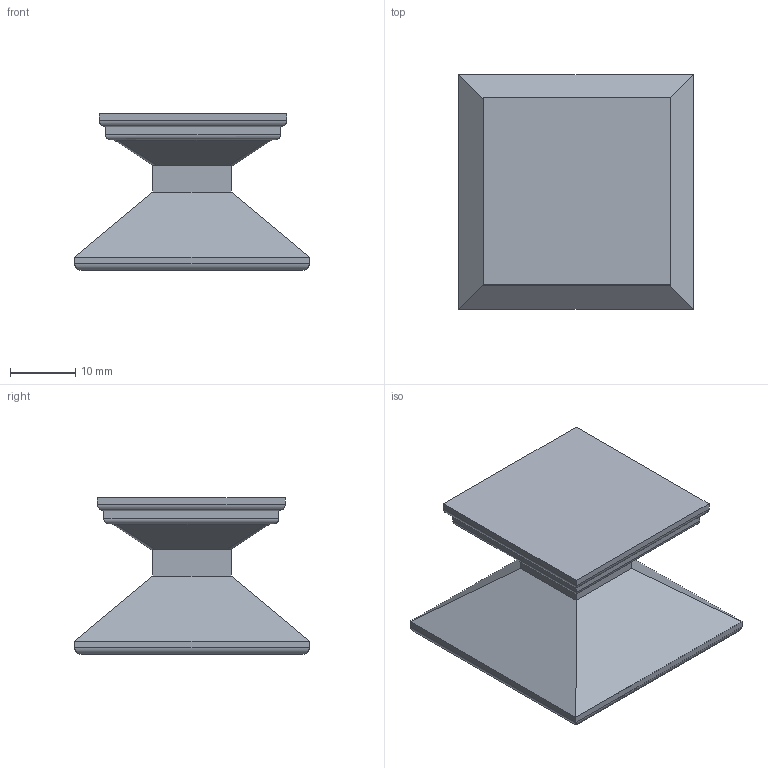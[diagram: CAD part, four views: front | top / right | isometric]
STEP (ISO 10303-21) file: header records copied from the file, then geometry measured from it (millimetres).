
FILE_DESCRIPTION(('FreeCAD Model'),'2;1');
FILE_NAME('Open CASCADE Shape Model','2023-12-17T09:45:27',(''),(''), 'Open CASCADE STEP processor 7.6','FreeCAD','Unknown');
FILE_SCHEMA(('AUTOMOTIVE_DESIGN { 1 0 10303 214 1 1 1 1 }'));
Length unit declared in the file: millimetre
Products named in the file (1): Body002
Bounding box: 36 x 36 x 24 mm (x, y, z)
Volume: 13803.5 mm3; surface area: 5178.6 mm2
Topology: 1 solids, 1 shells, 53 faces, 116 edges, 62 vertices
Faces by surface type: plane 29, cylinder 20, bspline 4
Entity records: 1606 total; most frequent: CARTESIAN_POINT 504, ORIENTED_EDGE 224, DIRECTION 218, EDGE_CURVE 112, LINE 82, VECTOR 82, AXIS2_PLACEMENT_3D 68, VERTEX_POINT 62
